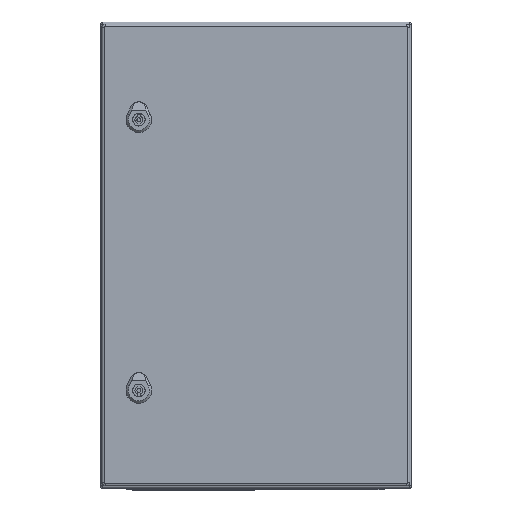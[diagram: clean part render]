
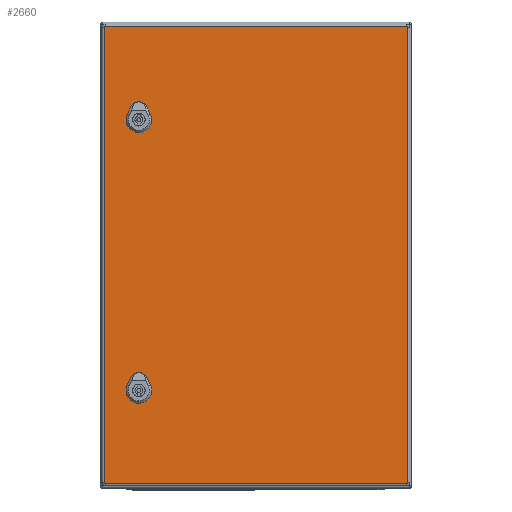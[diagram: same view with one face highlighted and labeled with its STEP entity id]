
A CAD part, top view. The second image highlights one B-rep face of the part: STEP entity #2660.
In plain terms, the highlighted face is planar.
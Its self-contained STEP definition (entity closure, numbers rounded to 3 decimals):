
#1585=FACE_BOUND('',#4047,.T.);
#1586=FACE_BOUND('',#4048,.T.);
#1587=FACE_BOUND('',#4049,.T.);
#2201=CIRCLE('',#11107,1.4);
#2202=CIRCLE('',#11108,1.4);
#2203=CIRCLE('',#11109,1.4);
#2204=CIRCLE('',#11110,1.4);
#2205=CIRCLE('',#11111,11.25);
#2206=CIRCLE('',#11112,11.25);
#2207=CIRCLE('',#11113,11.25);
#2208=CIRCLE('',#11114,11.25);
#2209=CIRCLE('',#11115,11.25);
#2210=CIRCLE('',#11116,11.25);
#2211=CIRCLE('',#11117,11.25);
#2212=CIRCLE('',#11118,11.25);
#2660=ADVANCED_FACE('',(#1585,#1586,#1587),#2995,.F.);
#2995=PLANE('',#11119);
#4047=EDGE_LOOP('',(#5773,#5774,#5775,#5776,#5777,#5778,#5779,#5780));
#4048=EDGE_LOOP('',(#5781,#5782,#5783,#5784,#5785,#5786,#5787,#5788));
#4049=EDGE_LOOP('',(#5789,#5790,#5791,#5792,#5793,#5794,#5795,#5796));
#5773=ORIENTED_EDGE('',*,*,#8533,.F.);
#5774=ORIENTED_EDGE('',*,*,#8534,.F.);
#5775=ORIENTED_EDGE('',*,*,#8535,.F.);
#5776=ORIENTED_EDGE('',*,*,#8536,.F.);
#5777=ORIENTED_EDGE('',*,*,#8537,.F.);
#5778=ORIENTED_EDGE('',*,*,#8538,.F.);
#5779=ORIENTED_EDGE('',*,*,#8539,.F.);
#5780=ORIENTED_EDGE('',*,*,#8540,.F.);
#5781=ORIENTED_EDGE('',*,*,#8541,.T.);
#5782=ORIENTED_EDGE('',*,*,#8542,.T.);
#5783=ORIENTED_EDGE('',*,*,#8543,.T.);
#5784=ORIENTED_EDGE('',*,*,#8544,.T.);
#5785=ORIENTED_EDGE('',*,*,#8545,.T.);
#5786=ORIENTED_EDGE('',*,*,#8546,.T.);
#5787=ORIENTED_EDGE('',*,*,#8547,.T.);
#5788=ORIENTED_EDGE('',*,*,#8548,.T.);
#5789=ORIENTED_EDGE('',*,*,#8549,.F.);
#5790=ORIENTED_EDGE('',*,*,#8550,.F.);
#5791=ORIENTED_EDGE('',*,*,#8551,.F.);
#5792=ORIENTED_EDGE('',*,*,#8552,.F.);
#5793=ORIENTED_EDGE('',*,*,#8553,.F.);
#5794=ORIENTED_EDGE('',*,*,#8554,.F.);
#5795=ORIENTED_EDGE('',*,*,#8555,.F.);
#5796=ORIENTED_EDGE('',*,*,#8556,.F.);
#7453=VERTEX_POINT('',#16363);
#7454=VERTEX_POINT('',#16364);
#7455=VERTEX_POINT('',#16366);
#7456=VERTEX_POINT('',#16368);
#7457=VERTEX_POINT('',#16370);
#7458=VERTEX_POINT('',#16372);
#7459=VERTEX_POINT('',#16374);
#7460=VERTEX_POINT('',#16376);
#7461=VERTEX_POINT('',#16379);
#7462=VERTEX_POINT('',#16380);
#7463=VERTEX_POINT('',#16382);
#7464=VERTEX_POINT('',#16384);
#7465=VERTEX_POINT('',#16386);
#7466=VERTEX_POINT('',#16388);
#7467=VERTEX_POINT('',#16390);
#7468=VERTEX_POINT('',#16392);
#7469=VERTEX_POINT('',#16395);
#7470=VERTEX_POINT('',#16396);
#7471=VERTEX_POINT('',#16398);
#7472=VERTEX_POINT('',#16400);
#7473=VERTEX_POINT('',#16402);
#7474=VERTEX_POINT('',#16404);
#7475=VERTEX_POINT('',#16406);
#7476=VERTEX_POINT('',#16408);
#8533=EDGE_CURVE('',#7453,#7454,#2201,.T.);
#8534=EDGE_CURVE('',#7455,#7453,#9431,.T.);
#8535=EDGE_CURVE('',#7456,#7455,#2202,.T.);
#8536=EDGE_CURVE('',#7457,#7456,#9432,.T.);
#8537=EDGE_CURVE('',#7458,#7457,#2203,.T.);
#8538=EDGE_CURVE('',#7459,#7458,#9433,.T.);
#8539=EDGE_CURVE('',#7460,#7459,#2204,.T.);
#8540=EDGE_CURVE('',#7454,#7460,#9434,.T.);
#8541=EDGE_CURVE('',#7461,#7462,#9435,.T.);
#8542=EDGE_CURVE('',#7462,#7463,#2205,.T.);
#8543=EDGE_CURVE('',#7463,#7464,#9436,.T.);
#8544=EDGE_CURVE('',#7464,#7465,#2206,.T.);
#8545=EDGE_CURVE('',#7465,#7466,#9437,.T.);
#8546=EDGE_CURVE('',#7466,#7467,#2207,.T.);
#8547=EDGE_CURVE('',#7467,#7468,#9438,.T.);
#8548=EDGE_CURVE('',#7468,#7461,#2208,.T.);
#8549=EDGE_CURVE('',#7469,#7470,#2209,.T.);
#8550=EDGE_CURVE('',#7471,#7469,#9439,.T.);
#8551=EDGE_CURVE('',#7472,#7471,#2210,.T.);
#8552=EDGE_CURVE('',#7473,#7472,#9440,.T.);
#8553=EDGE_CURVE('',#7474,#7473,#2211,.T.);
#8554=EDGE_CURVE('',#7475,#7474,#9441,.T.);
#8555=EDGE_CURVE('',#7476,#7475,#2212,.T.);
#8556=EDGE_CURVE('',#7470,#7476,#9442,.T.);
#9431=LINE('',#16365,#10157);
#9432=LINE('',#16369,#10158);
#9433=LINE('',#16373,#10159);
#9434=LINE('',#16377,#10160);
#9435=LINE('',#16378,#10161);
#9436=LINE('',#16383,#10162);
#9437=LINE('',#16387,#10163);
#9438=LINE('',#16391,#10164);
#9439=LINE('',#16397,#10165);
#9440=LINE('',#16401,#10166);
#9441=LINE('',#16405,#10167);
#9442=LINE('',#16409,#10168);
#10157=VECTOR('',#13236,1.);
#10158=VECTOR('',#13239,1.);
#10159=VECTOR('',#13242,1.);
#10160=VECTOR('',#13245,1.);
#10161=VECTOR('',#13246,1.);
#10162=VECTOR('',#13249,1.);
#10163=VECTOR('',#13252,1.);
#10164=VECTOR('',#13255,1.);
#10165=VECTOR('',#13260,1.);
#10166=VECTOR('',#13263,1.);
#10167=VECTOR('',#13266,1.);
#10168=VECTOR('',#13269,1.);
#11107=AXIS2_PLACEMENT_3D('',#16362,#13234,#13235);
#11108=AXIS2_PLACEMENT_3D('',#16367,#13237,#13238);
#11109=AXIS2_PLACEMENT_3D('',#16371,#13240,#13241);
#11110=AXIS2_PLACEMENT_3D('',#16375,#13243,#13244);
#11111=AXIS2_PLACEMENT_3D('',#16381,#13247,#13248);
#11112=AXIS2_PLACEMENT_3D('',#16385,#13250,#13251);
#11113=AXIS2_PLACEMENT_3D('',#16389,#13253,#13254);
#11114=AXIS2_PLACEMENT_3D('',#16393,#13256,#13257);
#11115=AXIS2_PLACEMENT_3D('',#16394,#13258,#13259);
#11116=AXIS2_PLACEMENT_3D('',#16399,#13261,#13262);
#11117=AXIS2_PLACEMENT_3D('',#16403,#13264,#13265);
#11118=AXIS2_PLACEMENT_3D('',#16407,#13267,#13268);
#11119=AXIS2_PLACEMENT_3D('',#16410,#13270,#13271);
#13234=DIRECTION('',(0.,0.,1.));
#13235=DIRECTION('',(1.,0.,0.));
#13236=DIRECTION('',(0.,-1.,0.));
#13237=DIRECTION('',(0.,0.,1.));
#13238=DIRECTION('',(1.,0.,0.));
#13239=DIRECTION('',(-1.,0.,0.));
#13240=DIRECTION('',(0.,0.,1.));
#13241=DIRECTION('',(1.,0.,0.));
#13242=DIRECTION('',(0.,1.,0.));
#13243=DIRECTION('',(0.,0.,1.));
#13244=DIRECTION('',(1.,0.,0.));
#13245=DIRECTION('',(1.,0.,0.));
#13246=DIRECTION('',(-1.,0.,0.));
#13247=DIRECTION('',(0.,0.,1.));
#13248=DIRECTION('',(1.,0.,0.));
#13249=DIRECTION('',(0.,-1.,0.));
#13250=DIRECTION('',(0.,0.,1.));
#13251=DIRECTION('',(1.,0.,0.));
#13252=DIRECTION('',(1.,0.,0.));
#13253=DIRECTION('',(0.,0.,1.));
#13254=DIRECTION('',(1.,0.,0.));
#13255=DIRECTION('',(0.,1.,0.));
#13256=DIRECTION('',(0.,0.,1.));
#13257=DIRECTION('',(1.,0.,0.));
#13258=DIRECTION('',(0.,0.,-1.));
#13259=DIRECTION('',(1.,0.,0.));
#13260=DIRECTION('',(-1.,0.,0.));
#13261=DIRECTION('',(0.,0.,-1.));
#13262=DIRECTION('',(1.,0.,0.));
#13263=DIRECTION('',(0.,-1.,0.));
#13264=DIRECTION('',(0.,0.,-1.));
#13265=DIRECTION('',(1.,0.,0.));
#13266=DIRECTION('',(1.,0.,0.));
#13267=DIRECTION('',(0.,0.,-1.));
#13268=DIRECTION('',(1.,0.,0.));
#13269=DIRECTION('',(0.,1.,0.));
#13270=DIRECTION('',(0.,0.,1.));
#13271=DIRECTION('',(1.,0.,0.));
#16362=CARTESIAN_POINT('',(-193.95,-293.,0.));
#16363=CARTESIAN_POINT('',(-195.35,-293.,0.));
#16364=CARTESIAN_POINT('',(-193.95,-294.4,0.));
#16365=CARTESIAN_POINT('',(-195.35,293.,0.));
#16366=CARTESIAN_POINT('',(-195.35,293.,0.));
#16367=CARTESIAN_POINT('',(-193.95,293.,0.));
#16368=CARTESIAN_POINT('',(-193.95,294.4,0.));
#16369=CARTESIAN_POINT('',(193.95,294.4,0.));
#16370=CARTESIAN_POINT('',(193.95,294.4,0.));
#16371=CARTESIAN_POINT('',(193.95,293.,0.));
#16372=CARTESIAN_POINT('',(195.35,293.,0.));
#16373=CARTESIAN_POINT('',(195.35,-293.,0.));
#16374=CARTESIAN_POINT('',(195.35,-293.,0.));
#16375=CARTESIAN_POINT('',(193.95,-293.,0.));
#16376=CARTESIAN_POINT('',(193.95,-294.4,0.));
#16377=CARTESIAN_POINT('',(-193.95,-294.4,0.));
#16378=CARTESIAN_POINT('',(-193.95,184.4,0.));
#16379=CARTESIAN_POINT('',(155.396,184.4,0.));
#16380=CARTESIAN_POINT('',(145.904,184.4,0.));
#16381=CARTESIAN_POINT('',(150.65,174.2,0.));
#16382=CARTESIAN_POINT('',(140.45,178.946,0.));
#16383=CARTESIAN_POINT('',(140.45,293.,0.));
#16384=CARTESIAN_POINT('',(140.45,169.454,0.));
#16385=CARTESIAN_POINT('',(150.65,174.2,0.));
#16386=CARTESIAN_POINT('',(145.904,164.,0.));
#16387=CARTESIAN_POINT('',(-193.95,164.,0.));
#16388=CARTESIAN_POINT('',(155.396,164.,0.));
#16389=CARTESIAN_POINT('',(150.65,174.2,0.));
#16390=CARTESIAN_POINT('',(160.85,169.454,0.));
#16391=CARTESIAN_POINT('',(160.85,293.,0.));
#16392=CARTESIAN_POINT('',(160.85,178.946,0.));
#16393=CARTESIAN_POINT('',(150.65,174.2,0.));
#16394=CARTESIAN_POINT('',(150.65,-174.2,0.));
#16395=CARTESIAN_POINT('',(145.904,-184.4,0.));
#16396=CARTESIAN_POINT('',(140.45,-178.946,0.));
#16397=CARTESIAN_POINT('',(-193.95,-184.4,0.));
#16398=CARTESIAN_POINT('',(155.396,-184.4,0.));
#16399=CARTESIAN_POINT('',(150.65,-174.2,0.));
#16400=CARTESIAN_POINT('',(160.85,-178.946,0.));
#16401=CARTESIAN_POINT('',(160.85,293.,0.));
#16402=CARTESIAN_POINT('',(160.85,-169.454,0.));
#16403=CARTESIAN_POINT('',(150.65,-174.2,0.));
#16404=CARTESIAN_POINT('',(155.396,-164.,0.));
#16405=CARTESIAN_POINT('',(-193.95,-164.,0.));
#16406=CARTESIAN_POINT('',(145.904,-164.,0.));
#16407=CARTESIAN_POINT('',(150.65,-174.2,0.));
#16408=CARTESIAN_POINT('',(140.45,-169.454,0.));
#16409=CARTESIAN_POINT('',(140.45,293.,0.));
#16410=CARTESIAN_POINT('',(-193.95,293.,0.));
